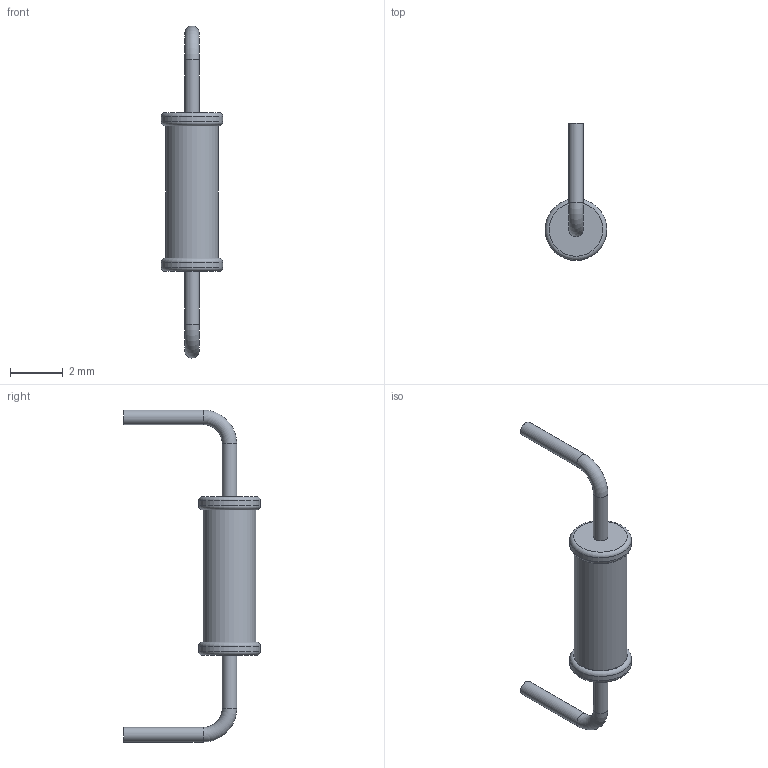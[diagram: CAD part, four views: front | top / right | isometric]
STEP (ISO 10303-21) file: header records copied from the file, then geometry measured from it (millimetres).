
FILE_DESCRIPTION(('FreeCAD Model'),'2;1');
FILE_NAME('Open CASCADE Shape Model','2025-05-28T02:13:06',('Author'),( ''),'Open CASCADE STEP processor 7.8','FreeCAD','Unknown');
FILE_SCHEMA(('AUTOMOTIVE_DESIGN { 1 0 10303 214 1 1 1 1 }'));
Length unit declared in the file: millimetre
Products named in the file (1): Mirrored
Bounding box: 2.33 x 5.17 x 12.55 mm (x, y, z)
Volume: 23 mm3; surface area: 70.3 mm2
Topology: 1 solids, 1 shells, 19 faces, 31 edges, 18 vertices
Faces by surface type: cylinder 7, plane 6, torus 6
Full cylindrical faces by diameter (mm): 0.55 x4, 2 x1, 2.33 x2
Entity records: 466 total; most frequent: DIRECTION 94, CARTESIAN_POINT 70, ORIENTED_EDGE 62, AXIS2_PLACEMENT_3D 44, EDGE_CURVE 31, CIRCLE 24, FACE_BOUND 23, EDGE_LOOP 23
